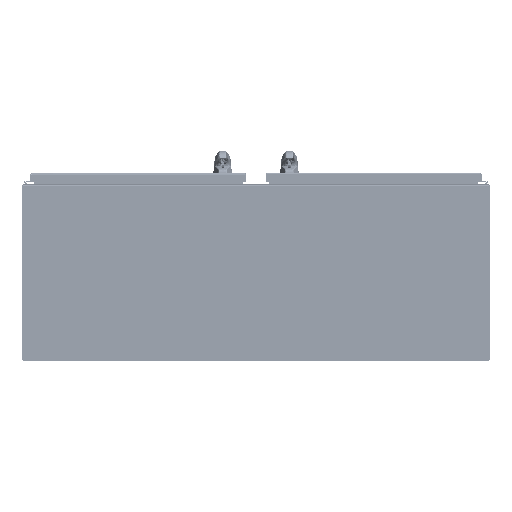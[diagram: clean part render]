
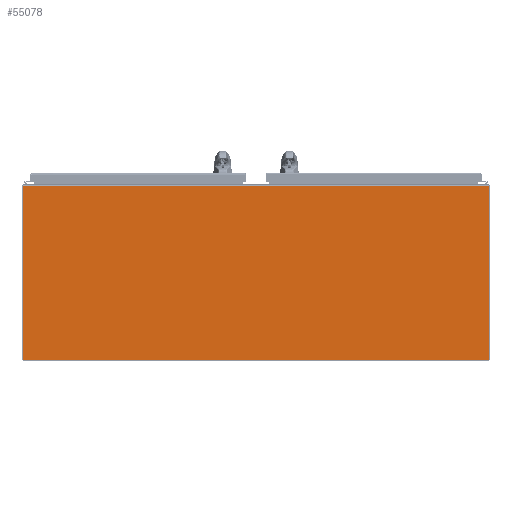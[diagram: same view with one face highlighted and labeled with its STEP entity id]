
A CAD part, front view. The second image highlights one B-rep face of the part: STEP entity #55078.
In plain terms, the highlighted face is planar.
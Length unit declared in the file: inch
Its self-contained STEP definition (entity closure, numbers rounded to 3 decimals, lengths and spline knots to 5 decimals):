
#1864 = CARTESIAN_POINT ( 'NONE',  ( 23.49165, 7.8294, 0.125 ) ) ;
#2683 = LINE ( 'NONE', #109712, #53605 ) ;
#7829 = VECTOR ( 'NONE', #121532, 39.37008 ) ;
#11740 = PLANE ( 'NONE',  #72515 ) ;
#12171 = DIRECTION ( 'NONE',  ( 1., 0., 0. ) ) ;
#18293 = CARTESIAN_POINT ( 'NONE',  ( -0.44585, 16.7669, 0.125 ) ) ;
#20216 = CARTESIAN_POINT ( 'NONE',  ( 47.42915, -1.07685, 0.125 ) ) ;
#21335 = ORIENTED_EDGE ( 'NONE', *, *, #53333, .T. ) ;
#30222 = CARTESIAN_POINT ( 'NONE',  ( -0.44585, 16.7669, 0.125 ) ) ;
#34104 = VERTEX_POINT ( 'NONE', #20216 ) ;
#36242 = EDGE_CURVE ( 'NONE', #111267, #64462, #59649, .T. ) ;
#41365 = EDGE_LOOP ( 'NONE', ( #21335, #54069, #43425, #83428 ) ) ;
#43425 = ORIENTED_EDGE ( 'NONE', *, *, #36242, .F. ) ;
#48497 = FACE_OUTER_BOUND ( 'NONE', #41365, .T. ) ;
#51560 = VERTEX_POINT ( 'NONE', #131571 ) ;
#53333 = EDGE_CURVE ( 'NONE', #51560, #34104, #89392, .T. ) ;
#53605 = VECTOR ( 'NONE', #58175, 39.37008 ) ;
#54069 = ORIENTED_EDGE ( 'NONE', *, *, #67830, .F. ) ;
#55078 = ADVANCED_FACE ( 'NONE', ( #48497 ), #11740, .T. ) ;
#56516 = DIRECTION ( 'NONE',  ( 0., 1., 0. ) ) ;
#58175 = DIRECTION ( 'NONE',  ( 0., -1., 0. ) ) ;
#59649 = LINE ( 'NONE', #30222, #87155 ) ;
#64462 = VERTEX_POINT ( 'NONE', #123157 ) ;
#67830 = EDGE_CURVE ( 'NONE', #64462, #34104, #2683, .T. ) ;
#72515 = AXIS2_PLACEMENT_3D ( 'NONE', #1864, #73155, #12171 ) ;
#73155 = DIRECTION ( 'NONE',  ( 0., 0., 1. ) ) ;
#83428 = ORIENTED_EDGE ( 'NONE', *, *, #97361, .F. ) ;
#87155 = VECTOR ( 'NONE', #91534, 39.37008 ) ;
#89392 = LINE ( 'NONE', #111118, #7829 ) ;
#91534 = DIRECTION ( 'NONE',  ( 1., 0., 0. ) ) ;
#97361 = EDGE_CURVE ( 'NONE', #51560, #111267, #117316, .T. ) ;
#104290 = VECTOR ( 'NONE', #56516, 39.37008 ) ;
#109712 = CARTESIAN_POINT ( 'NONE',  ( 47.42915, 16.7669, 0.125 ) ) ;
#111118 = CARTESIAN_POINT ( 'NONE',  ( 11.5229, -1.07685, 0.125 ) ) ;
#111267 = VERTEX_POINT ( 'NONE', #18293 ) ;
#117316 = LINE ( 'NONE', #118890, #104290 ) ;
#118890 = CARTESIAN_POINT ( 'NONE',  ( -0.44585, -1.1081, 0.125 ) ) ;
#121532 = DIRECTION ( 'NONE',  ( 1., 0., 0. ) ) ;
#123157 = CARTESIAN_POINT ( 'NONE',  ( 47.42915, 16.7669, 0.125 ) ) ;
#131571 = CARTESIAN_POINT ( 'NONE',  ( -0.44585, -1.07685, 0.125 ) ) ;
